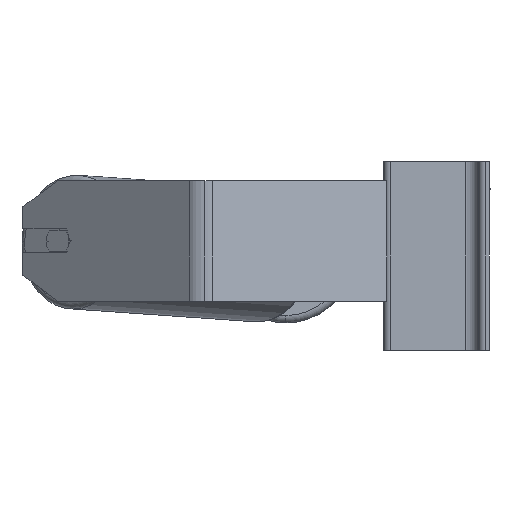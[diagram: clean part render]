
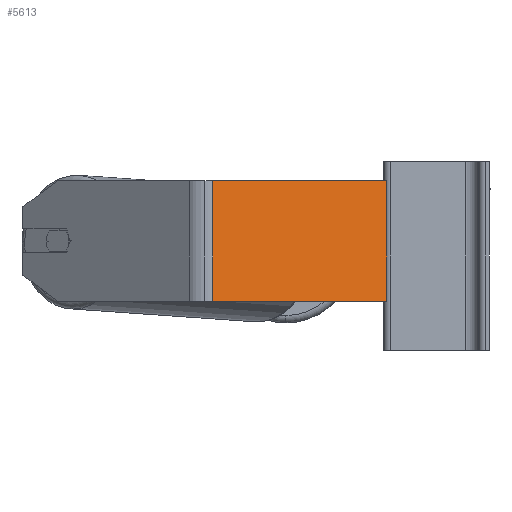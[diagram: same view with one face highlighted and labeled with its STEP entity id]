
A CAD part, left-side view. The second image highlights one B-rep face of the part: STEP entity #5613.
In plain terms, the highlighted planar face has unit normal (-0.94, -0.342, 0).
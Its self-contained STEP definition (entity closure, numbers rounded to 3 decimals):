
#4 = AXIS2_PLACEMENT_3D ( 'NONE', #7462, #3273, #5892 ) ;
#37 = VERTEX_POINT ( 'NONE', #5534 ) ;
#138 = EDGE_CURVE ( 'NONE', #37, #4338, #8490, .T. ) ;
#653 = FACE_OUTER_BOUND ( 'NONE', #10729, .T. ) ;
#1332 = DIRECTION ( 'NONE',  ( 0., 0., -1. ) ) ;
#1367 = VERTEX_POINT ( 'NONE', #4638 ) ;
#1736 = EDGE_CURVE ( 'NONE', #4338, #1367, #3685, .T. ) ;
#1753 = ORIENTED_EDGE ( 'NONE', *, *, #10206, .T. ) ;
#2168 = CARTESIAN_POINT ( 'NONE',  ( -379.561, 131.462, 50. ) ) ;
#2291 = DIRECTION ( 'NONE',  ( 0.342, -0.94, 0. ) ) ;
#2506 = DIRECTION ( 'NONE',  ( 0.342, -0.94, 0. ) ) ;
#3273 = DIRECTION ( 'NONE',  ( 0.94, 0.342, 0. ) ) ;
#3685 = LINE ( 'NONE', #8942, #6359 ) ;
#4008 = LINE ( 'NONE', #2168, #8803 ) ;
#4184 = EDGE_CURVE ( 'NONE', #7710, #1367, #5002, .T. ) ;
#4270 = ORIENTED_EDGE ( 'NONE', *, *, #4184, .T. ) ;
#4338 = VERTEX_POINT ( 'NONE', #8495 ) ;
#4638 = CARTESIAN_POINT ( 'NONE',  ( -337.518, 15.948, -30. ) ) ;
#4896 = ORIENTED_EDGE ( 'NONE', *, *, #138, .F. ) ;
#4911 = ORIENTED_EDGE ( 'NONE', *, *, #1736, .F. ) ;
#5002 = LINE ( 'NONE', #9922, #7640 ) ;
#5534 = CARTESIAN_POINT ( 'NONE',  ( -379.561, 131.462, 50. ) ) ;
#5613 = ADVANCED_FACE ( 'NONE', ( #653 ), #9198, .F. ) ;
#5892 = DIRECTION ( 'NONE',  ( -0.342, 0.94, 0. ) ) ;
#6359 = VECTOR ( 'NONE', #6362, 1000. ) ;
#6362 = DIRECTION ( 'NONE',  ( 0., 0., -1. ) ) ;
#7462 = CARTESIAN_POINT ( 'NONE',  ( -382.721, 140.143, 50. ) ) ;
#7640 = VECTOR ( 'NONE', #2291, 1000. ) ;
#7710 = VERTEX_POINT ( 'NONE', #10521 ) ;
#8490 = LINE ( 'NONE', #10983, #10924 ) ;
#8495 = CARTESIAN_POINT ( 'NONE',  ( -337.518, 15.948, 50. ) ) ;
#8803 = VECTOR ( 'NONE', #1332, 1000. ) ;
#8942 = CARTESIAN_POINT ( 'NONE',  ( -337.518, 15.948, 50. ) ) ;
#9198 = PLANE ( 'NONE',  #4 ) ;
#9922 = CARTESIAN_POINT ( 'NONE',  ( -382.721, 140.143, -30. ) ) ;
#10206 = EDGE_CURVE ( 'NONE', #37, #7710, #4008, .T. ) ;
#10521 = CARTESIAN_POINT ( 'NONE',  ( -379.561, 131.462, -30. ) ) ;
#10729 = EDGE_LOOP ( 'NONE', ( #4270, #4911, #4896, #1753 ) ) ;
#10924 = VECTOR ( 'NONE', #2506, 1000. ) ;
#10983 = CARTESIAN_POINT ( 'NONE',  ( -382.721, 140.143, 50. ) ) ;
